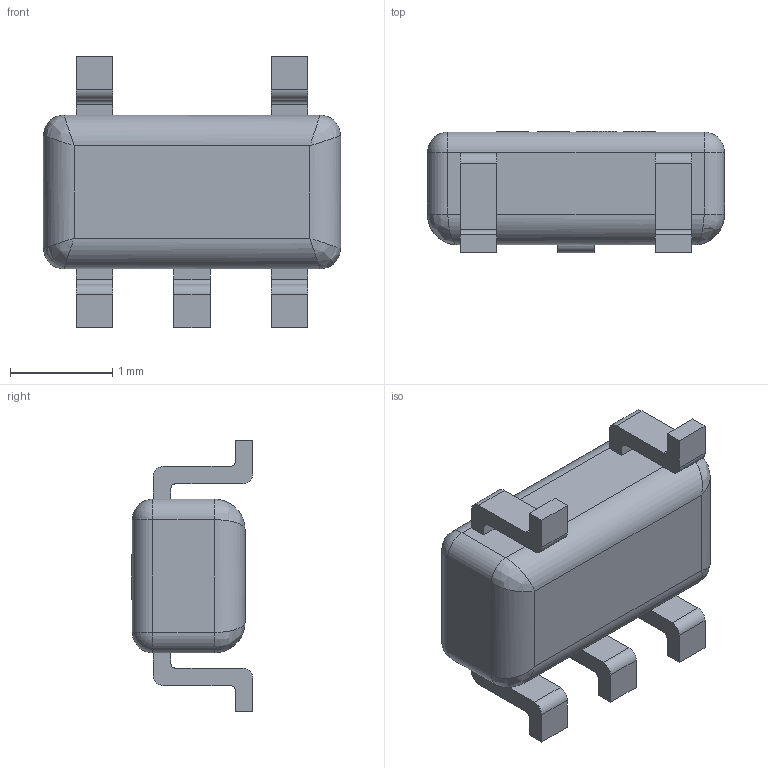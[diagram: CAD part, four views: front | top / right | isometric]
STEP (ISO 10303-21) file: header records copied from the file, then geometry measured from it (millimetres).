
FILE_DESCRIPTION(/* description */ (''),/* implementation_level */ '2;1');
FILE_NAME(/* name */ 'MCP1824T.step',/* time_stamp */ '2021-09-04T16:03:19+02:00',/* author */ (''),/* organization */ (''),/* preprocessor_version */ 'ST-DEVELOPER v18.1',/* originating_system */ 'Autodesk Translation Framework v10.10.0.1391',/* authorisation */ '');
FILE_SCHEMA (('AUTOMOTIVE_DESIGN { 1 0 10303 214 3 1 1 }'));
Length unit declared in the file: millimetre
Products named in the file (1): sot23-5
Bounding box: 2.9 x 1.19 x 2.65 mm (x, y, z)
Volume: 4.9 mm3; surface area: 24.2 mm2
Topology: 10 solids, 10 shells, 168 faces, 424 edges, 272 vertices
Faces by surface type: plane 92, bspline 40, cylinder 32, sphere 4
Entity records: 5422 total; most frequent: CARTESIAN_POINT 1569, ORIENTED_EDGE 840, DIRECTION 670, EDGE_CURVE 420, LINE 284, VECTOR 284, VERTEX_POINT 272, AXIS2_PLACEMENT_3D 193
